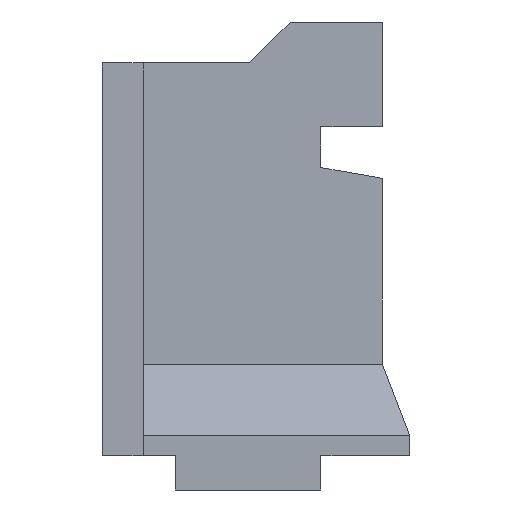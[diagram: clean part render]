
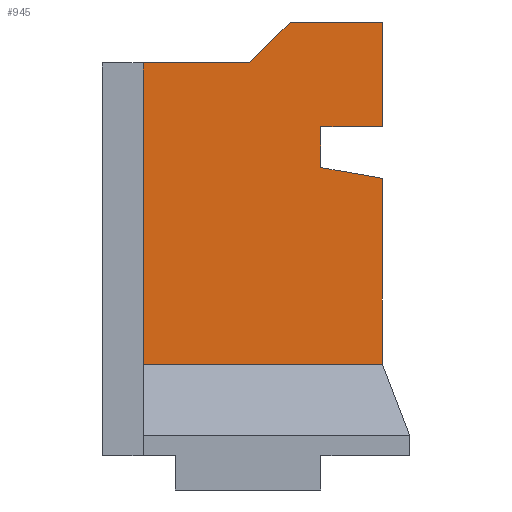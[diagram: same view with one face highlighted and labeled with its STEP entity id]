
A CAD part, left-side view. The second image highlights one B-rep face of the part: STEP entity #945.
In plain terms, the highlighted planar face has unit normal (-1, 0, 0).
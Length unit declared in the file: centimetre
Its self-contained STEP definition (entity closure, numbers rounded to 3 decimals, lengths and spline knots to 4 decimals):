
#43=FACE_OUTER_BOUND('',#97,.T.);
#97=EDGE_LOOP('',(#734,#735,#736,#737,#738,#739,#740,#741,#742,#743));
#154=LINE('',#1326,#286);
#194=LINE('',#1406,#326);
#206=LINE('',#1429,#338);
#207=LINE('',#1432,#339);
#208=LINE('',#1434,#340);
#209=LINE('',#1436,#341);
#210=LINE('',#1438,#342);
#211=LINE('',#1440,#343);
#212=LINE('',#1442,#344);
#213=LINE('',#1443,#345);
#286=VECTOR('',#1070,100.);
#326=VECTOR('',#1142,100.);
#338=VECTOR('',#1156,100.);
#339=VECTOR('',#1159,100.);
#340=VECTOR('',#1160,100.);
#341=VECTOR('',#1161,100.);
#342=VECTOR('',#1162,100.);
#343=VECTOR('',#1163,100.);
#344=VECTOR('',#1164,100.);
#345=VECTOR('',#1165,100.);
#413=VERTEX_POINT('',#1323);
#414=VERTEX_POINT('',#1325);
#438=VERTEX_POINT('',#1405);
#448=VERTEX_POINT('',#1427);
#449=VERTEX_POINT('',#1431);
#450=VERTEX_POINT('',#1433);
#451=VERTEX_POINT('',#1435);
#452=VERTEX_POINT('',#1437);
#453=VERTEX_POINT('',#1439);
#454=VERTEX_POINT('',#1441);
#502=EDGE_CURVE('',#413,#414,#154,.T.);
#542=EDGE_CURVE('',#414,#438,#194,.T.);
#554=EDGE_CURVE('',#413,#448,#206,.T.);
#555=EDGE_CURVE('',#449,#448,#207,.T.);
#556=EDGE_CURVE('',#450,#449,#208,.T.);
#557=EDGE_CURVE('',#451,#450,#209,.T.);
#558=EDGE_CURVE('',#452,#451,#210,.T.);
#559=EDGE_CURVE('',#453,#452,#211,.T.);
#560=EDGE_CURVE('',#454,#453,#212,.T.);
#561=EDGE_CURVE('',#438,#454,#213,.T.);
#734=ORIENTED_EDGE('',*,*,#502,.F.);
#735=ORIENTED_EDGE('',*,*,#554,.T.);
#736=ORIENTED_EDGE('',*,*,#555,.F.);
#737=ORIENTED_EDGE('',*,*,#556,.F.);
#738=ORIENTED_EDGE('',*,*,#557,.F.);
#739=ORIENTED_EDGE('',*,*,#558,.F.);
#740=ORIENTED_EDGE('',*,*,#559,.F.);
#741=ORIENTED_EDGE('',*,*,#560,.F.);
#742=ORIENTED_EDGE('',*,*,#561,.F.);
#743=ORIENTED_EDGE('',*,*,#542,.F.);
#893=PLANE('',#999);
#945=ADVANCED_FACE('',(#43),#893,.F.);
#999=AXIS2_PLACEMENT_3D('',#1430,#1157,#1158);
#1070=DIRECTION('',(0.,0.,1.));
#1142=DIRECTION('',(0.,-1.,0.));
#1156=DIRECTION('',(0.,-1.,0.));
#1157=DIRECTION('center_axis',(1.,0.,0.));
#1158=DIRECTION('ref_axis',(0.,0.,-1.));
#1159=DIRECTION('',(0.,0.,-1.));
#1160=DIRECTION('',(0.,-0.985,-0.174));
#1161=DIRECTION('',(0.,0.,-1.));
#1162=DIRECTION('',(0.,1.,0.));
#1163=DIRECTION('',(0.,0.,-1.));
#1164=DIRECTION('',(0.,-1.,0.));
#1165=DIRECTION('',(0.,-0.707,0.707));
#1323=CARTESIAN_POINT('',(-0.455,0.4475,-0.1586));
#1325=CARTESIAN_POINT('',(-0.455,0.4475,0.2825));
#1326=CARTESIAN_POINT('',(-0.455,0.4475,-0.1586));
#1405=CARTESIAN_POINT('',(-0.455,0.2925,0.2825));
#1406=CARTESIAN_POINT('',(-0.455,0.2925,0.2825));
#1427=CARTESIAN_POINT('',(-0.455,0.0975,-0.1586));
#1429=CARTESIAN_POINT('',(-0.455,0.5075,-0.1586));
#1430=CARTESIAN_POINT('Origin',(-0.455,0.5075,-0.1586));
#1431=CARTESIAN_POINT('',(-0.455,0.0975,0.1136));
#1432=CARTESIAN_POINT('',(-0.455,0.0975,-0.0138));
#1433=CARTESIAN_POINT('',(-0.455,0.1875,0.1295));
#1434=CARTESIAN_POINT('',(-0.455,0.0975,0.1136));
#1435=CARTESIAN_POINT('',(-0.455,0.1875,0.1895));
#1436=CARTESIAN_POINT('',(-0.455,0.1875,0.1295));
#1437=CARTESIAN_POINT('',(-0.455,0.0975,0.1895));
#1438=CARTESIAN_POINT('',(-0.455,0.1875,0.1895));
#1439=CARTESIAN_POINT('',(-0.455,0.0975,0.3425));
#1440=CARTESIAN_POINT('',(-0.455,0.0975,0.1895));
#1441=CARTESIAN_POINT('',(-0.455,0.2325,0.3425));
#1442=CARTESIAN_POINT('',(-0.455,0.5075,0.3425));
#1443=CARTESIAN_POINT('',(-0.455,0.2325,0.3425));
